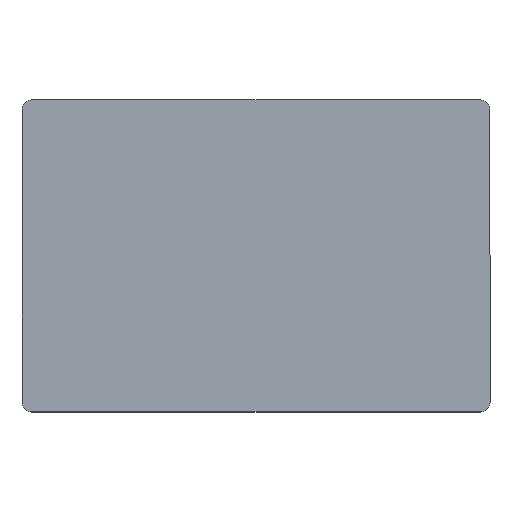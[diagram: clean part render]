
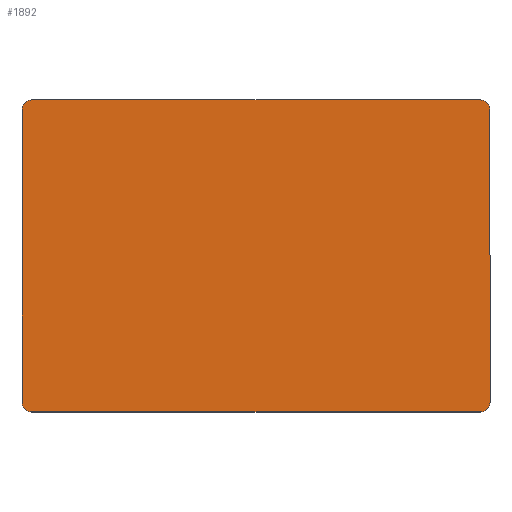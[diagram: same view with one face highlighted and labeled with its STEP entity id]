
A CAD part, top view. The second image highlights one B-rep face of the part: STEP entity #1892.
In plain terms, the highlighted planar face has unit normal (0, 0, 1).
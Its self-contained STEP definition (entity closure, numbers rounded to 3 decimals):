
#50 = CARTESIAN_POINT ( 'NONE',  ( 62.5, 37.5, 30. ) ) ;
#102 = AXIS2_PLACEMENT_3D ( 'NONE', #50, #522, #2261 ) ;
#157 = AXIS2_PLACEMENT_3D ( 'NONE', #3123, #908, #660 ) ;
#222 = ORIENTED_EDGE ( 'NONE', *, *, #1229, .T. ) ;
#309 = CARTESIAN_POINT ( 'NONE',  ( -55., 37.5, 30. ) ) ;
#333 = CARTESIAN_POINT ( 'NONE',  ( -52.5, 37.5, 30. ) ) ;
#355 = ORIENTED_EDGE ( 'NONE', *, *, #1322, .T. ) ;
#383 = ORIENTED_EDGE ( 'NONE', *, *, #2329, .F. ) ;
#413 = VECTOR ( 'NONE', #2921, 1000. ) ;
#428 = DIRECTION ( 'NONE',  ( 0., -1., 0. ) ) ;
#466 = ORIENTED_EDGE ( 'NONE', *, *, #1017, .T. ) ;
#491 = ORIENTED_EDGE ( 'NONE', *, *, #1661, .T. ) ;
#515 = AXIS2_PLACEMENT_3D ( 'NONE', #3167, #2919, #952 ) ;
#522 = DIRECTION ( 'NONE',  ( 0., 0., 1. ) ) ;
#626 = CARTESIAN_POINT ( 'NONE',  ( 62.5, -40., 30. ) ) ;
#627 = CARTESIAN_POINT ( 'NONE',  ( 62.5, 40., 30. ) ) ;
#660 = DIRECTION ( 'NONE',  ( 1., 0., 0. ) ) ;
#728 = DIRECTION ( 'NONE',  ( 1., 0., 0. ) ) ;
#743 = LINE ( 'NONE', #772, #2581 ) ;
#772 = CARTESIAN_POINT ( 'NONE',  ( -55., -40., 30. ) ) ;
#783 = VERTEX_POINT ( 'NONE', #626 ) ;
#835 = DIRECTION ( 'NONE',  ( 0., -1., 0. ) ) ;
#859 = VERTEX_POINT ( 'NONE', #1427 ) ;
#908 = DIRECTION ( 'NONE',  ( 0., 0., 1. ) ) ;
#912 = VERTEX_POINT ( 'NONE', #1679 ) ;
#952 = DIRECTION ( 'NONE',  ( 1., 0., 0. ) ) ;
#994 = CARTESIAN_POINT ( 'NONE',  ( -52.5, -40., 30. ) ) ;
#1017 = EDGE_CURVE ( 'NONE', #2250, #783, #743, .T. ) ;
#1042 = VECTOR ( 'NONE', #835, 1000. ) ;
#1045 = DIRECTION ( 'NONE',  ( 0., 0., 1. ) ) ;
#1069 = EDGE_CURVE ( 'NONE', #1102, #2711, #1098, .T. ) ;
#1098 = CIRCLE ( 'NONE', #2487, 2.5 ) ;
#1102 = VERTEX_POINT ( 'NONE', #2045 ) ;
#1229 = EDGE_CURVE ( 'NONE', #783, #912, #2421, .T. ) ;
#1301 = DIRECTION ( 'NONE',  ( 1., 0., 0. ) ) ;
#1309 = DIRECTION ( 'NONE',  ( 0., 0., 1. ) ) ;
#1322 = EDGE_CURVE ( 'NONE', #2711, #1581, #1849, .T. ) ;
#1427 = CARTESIAN_POINT ( 'NONE',  ( 65., 37.5, 30. ) ) ;
#1492 = EDGE_CURVE ( 'NONE', #859, #1601, #1751, .T. ) ;
#1513 = EDGE_LOOP ( 'NONE', ( #383, #3110, #491, #2544, #355, #3140, #466, #222 ) ) ;
#1581 = VERTEX_POINT ( 'NONE', #2854 ) ;
#1601 = VERTEX_POINT ( 'NONE', #627 ) ;
#1650 = CIRCLE ( 'NONE', #157, 2.5 ) ;
#1661 = EDGE_CURVE ( 'NONE', #1601, #1102, #2687, .T. ) ;
#1679 = CARTESIAN_POINT ( 'NONE',  ( 65., -37.5, 30. ) ) ;
#1749 = CARTESIAN_POINT ( 'NONE',  ( 0., 0., 30. ) ) ;
#1751 = CIRCLE ( 'NONE', #102, 2.5 ) ;
#1849 = LINE ( 'NONE', #2627, #2518 ) ;
#1892 = ADVANCED_FACE ( 'NONE', ( #2516 ), #2729, .T. ) ;
#2045 = CARTESIAN_POINT ( 'NONE',  ( -52.5, 40., 30. ) ) ;
#2250 = VERTEX_POINT ( 'NONE', #994 ) ;
#2261 = DIRECTION ( 'NONE',  ( 1., 0., 0. ) ) ;
#2329 = EDGE_CURVE ( 'NONE', #859, #912, #2554, .T. ) ;
#2338 = DIRECTION ( 'NONE',  ( 1., 0., 0. ) ) ;
#2421 = CIRCLE ( 'NONE', #515, 2.5 ) ;
#2463 = CARTESIAN_POINT ( 'NONE',  ( -55., 40., 30. ) ) ;
#2487 = AXIS2_PLACEMENT_3D ( 'NONE', #333, #1309, #2338 ) ;
#2516 = FACE_OUTER_BOUND ( 'NONE', #1513, .T. ) ;
#2518 = VECTOR ( 'NONE', #428, 1000. ) ;
#2519 = EDGE_CURVE ( 'NONE', #1581, #2250, #1650, .T. ) ;
#2544 = ORIENTED_EDGE ( 'NONE', *, *, #1069, .T. ) ;
#2554 = LINE ( 'NONE', #3054, #1042 ) ;
#2581 = VECTOR ( 'NONE', #728, 1000. ) ;
#2627 = CARTESIAN_POINT ( 'NONE',  ( -55., 40., 30. ) ) ;
#2687 = LINE ( 'NONE', #2463, #413 ) ;
#2711 = VERTEX_POINT ( 'NONE', #309 ) ;
#2729 = PLANE ( 'NONE',  #3046 ) ;
#2854 = CARTESIAN_POINT ( 'NONE',  ( -55., -37.5, 30. ) ) ;
#2919 = DIRECTION ( 'NONE',  ( 0., 0., 1. ) ) ;
#2921 = DIRECTION ( 'NONE',  ( -1., 0., 0. ) ) ;
#3046 = AXIS2_PLACEMENT_3D ( 'NONE', #1749, #1045, #1301 ) ;
#3054 = CARTESIAN_POINT ( 'NONE',  ( 65., 40., 30. ) ) ;
#3110 = ORIENTED_EDGE ( 'NONE', *, *, #1492, .T. ) ;
#3123 = CARTESIAN_POINT ( 'NONE',  ( -52.5, -37.5, 30. ) ) ;
#3140 = ORIENTED_EDGE ( 'NONE', *, *, #2519, .T. ) ;
#3167 = CARTESIAN_POINT ( 'NONE',  ( 62.5, -37.5, 30. ) ) ;
